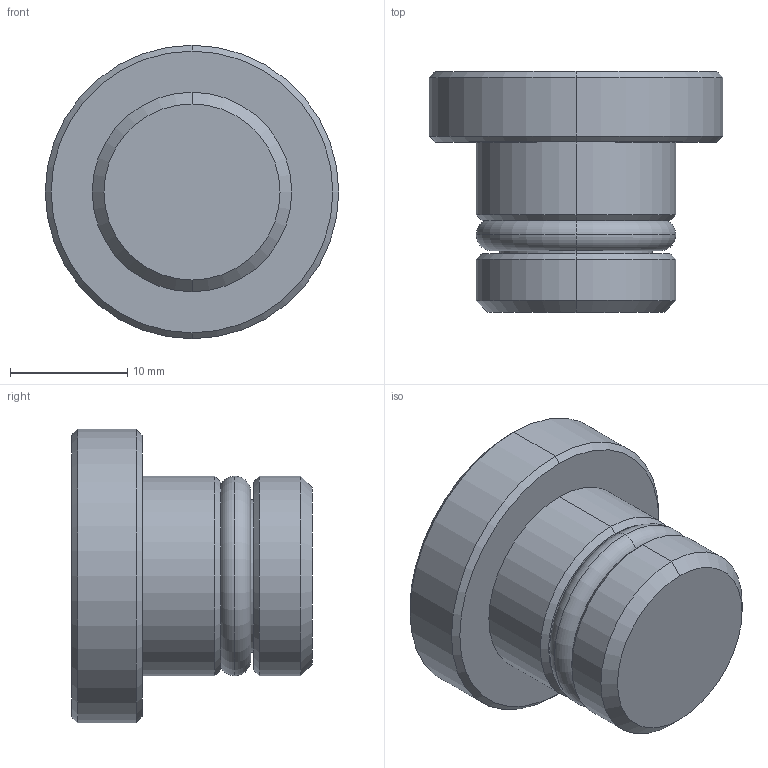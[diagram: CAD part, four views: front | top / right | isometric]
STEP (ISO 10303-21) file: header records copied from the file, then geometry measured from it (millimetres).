
FILE_DESCRIPTION (( 'STEP AP203' ), '1' );
FILE_NAME ('D0305.STEP', '2015-11-20T10:57:39', ( '' ), ( '' ), 'SwSTEP 2.0', 'SolidWorks 2015', '' );
FILE_SCHEMA (( 'CONFIG_CONTROL_DESIGN' ));
Length unit declared in the file: inch
Products named in the file (1): D0305
Bounding box: 25 x 20.5 x 25 mm (x, y, z)
Volume: 6043.4 mm3; surface area: 2743.8 mm2
Topology: 2 solids, 2 shells, 33 faces, 64 edges, 38 vertices
Faces by surface type: cone 10, cylinder 8, torus 8, plane 7
Entity records: 933 total; most frequent: DIRECTION 178, CARTESIAN_POINT 136, ORIENTED_EDGE 128, AXIS2_PLACEMENT_3D 80, EDGE_CURVE 64, CIRCLE 46, VERTEX_POINT 38, EDGE_LOOP 38
